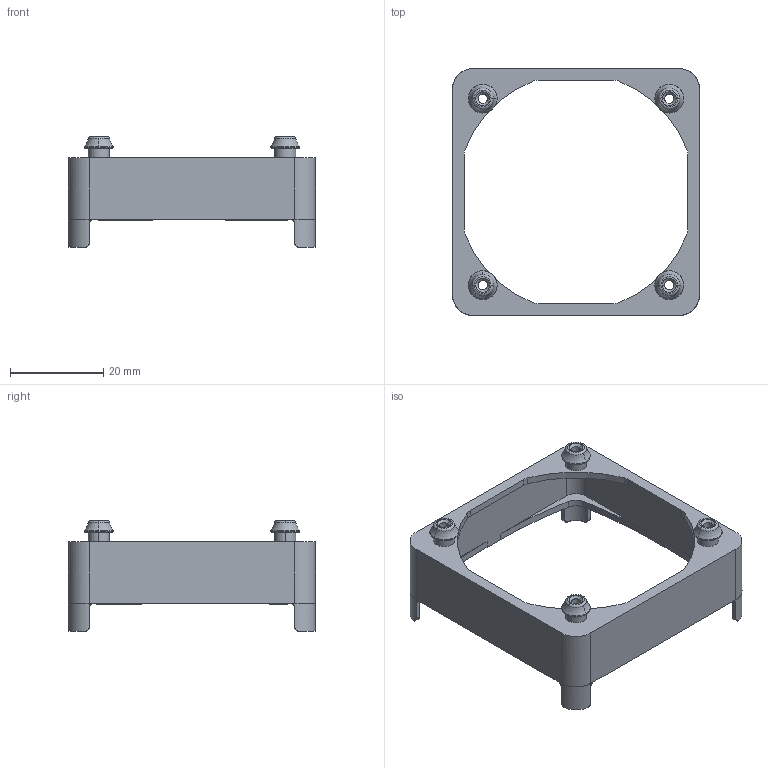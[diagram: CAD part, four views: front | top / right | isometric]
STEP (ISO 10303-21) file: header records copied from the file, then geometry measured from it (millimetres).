
FILE_DESCRIPTION((''),'2;1');
FILE_NAME('LM-50-100-20.stp','2010-02-22T09:25:50',(''),(''),'Mechanical Desktop.R8.0.24.0','Mechanical Desktop.R8.0.24.0',', , ');
FILE_SCHEMA(('CONFIG_CONTROL_DESIGN'));
Length unit declared in the file: millimetre
Products named in the file (2): LM-50-100-20A; LM-50-100-20
Assembly tree (1 placements, depth 2):
  LM-50-100-20A
    LM-50-100-20
Bounding box: 53 x 53 x 23.75 mm (x, y, z)
Volume: 5348.6 mm3; surface area: 7973 mm2
Topology: 1 solids, 1 shells, 1757 faces, 4942 edges, 3264 vertices
Faces by surface type: bspline 1286, plane 295, cylinder 116, torus 36, sphere 16, cone 8
Entity records: 64229 total; most frequent: CARTESIAN_POINT 27495, ORIENTED_EDGE 9852, EDGE_CURVE 4926, DIRECTION 3624, VERTEX_POINT 3264, B_SPLINE_CURVE_WITH_KNOTS 2588, VECTOR 1998, LINE 1998
